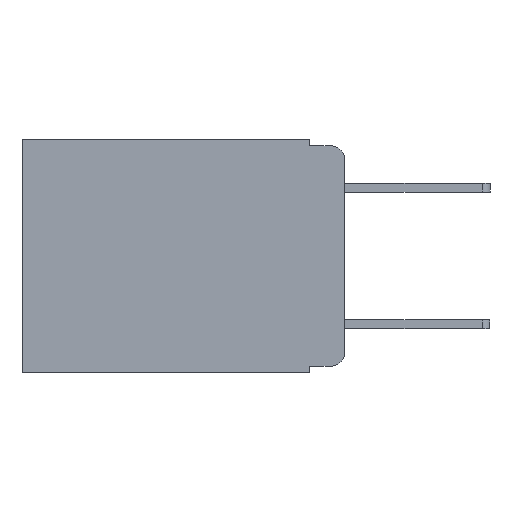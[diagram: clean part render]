
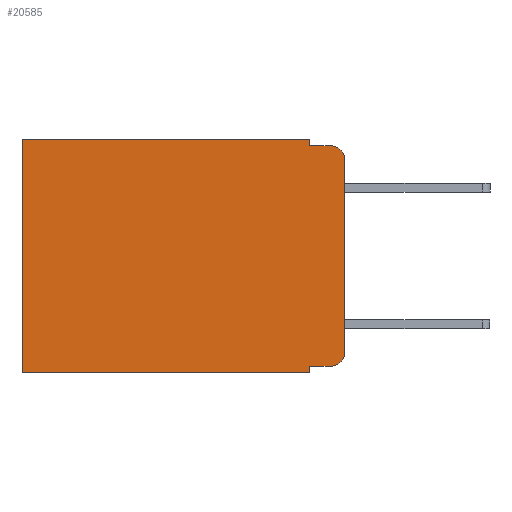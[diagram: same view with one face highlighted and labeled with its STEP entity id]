
A CAD part, left-side view. The second image highlights one B-rep face of the part: STEP entity #20585.
In plain terms, the highlighted planar face has unit normal (-1, 0, 0).
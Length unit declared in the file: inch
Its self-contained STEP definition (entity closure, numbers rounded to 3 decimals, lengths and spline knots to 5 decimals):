
#77 = CARTESIAN_POINT ( 'NONE',  ( 0.298, 0.051, -0.343 ) ) ;
#378 = DIRECTION ( 'NONE',  ( 1., 0., 0. ) ) ;
#498 = CARTESIAN_POINT ( 'NONE',  ( 0.298, 0.051, 0. ) ) ;
#1415 = EDGE_CURVE ( 'NONE', #6783, #14212, #6775, .T. ) ;
#1912 = CARTESIAN_POINT ( 'NONE',  ( 0.298, 0., -0.03 ) ) ;
#1913 = VECTOR ( 'NONE', #13566, 39.37008 ) ;
#1995 = DIRECTION ( 'NONE',  ( 0., 0., -1. ) ) ;
#2024 = DIRECTION ( 'NONE',  ( -1., 0., 0. ) ) ;
#2026 = VECTOR ( 'NONE', #7727, 39.37008 ) ;
#2043 = CARTESIAN_POINT ( 'NONE',  ( 0.298, 0.02, -0.03 ) ) ;
#2185 = DIRECTION ( 'NONE',  ( 0., -1., 0. ) ) ;
#2836 = CARTESIAN_POINT ( 'NONE',  ( 0.298, 0.02, -0.333 ) ) ;
#2849 = CIRCLE ( 'NONE', #20245, 0.02 ) ;
#3134 = LINE ( 'NONE', #13670, #16061 ) ;
#3704 = EDGE_CURVE ( 'NONE', #11666, #10087, #15989, .T. ) ;
#4015 = CARTESIAN_POINT ( 'NONE',  ( 0.298, 0.02, -0.01 ) ) ;
#4201 = VERTEX_POINT ( 'NONE', #2836 ) ;
#4693 = EDGE_CURVE ( 'NONE', #4201, #14212, #8439, .T. ) ;
#4802 = VECTOR ( 'NONE', #11163, 39.37008 ) ;
#4942 = DIRECTION ( 'NONE',  ( 0., 1., 0. ) ) ;
#4944 = ORIENTED_EDGE ( 'NONE', *, *, #5461, .T. ) ;
#5090 = DIRECTION ( 'NONE',  ( 0., 0., -1. ) ) ;
#5098 = VECTOR ( 'NONE', #2185, 39.37008 ) ;
#5461 = EDGE_CURVE ( 'NONE', #6783, #20591, #2849, .T. ) ;
#5691 = ORIENTED_EDGE ( 'NONE', *, *, #6613, .T. ) ;
#6279 = ORIENTED_EDGE ( 'NONE', *, *, #21464, .F. ) ;
#6613 = EDGE_CURVE ( 'NONE', #10087, #22187, #12409, .T. ) ;
#6718 = CARTESIAN_POINT ( 'NONE',  ( 0.298, 0.051, 0. ) ) ;
#6775 = LINE ( 'NONE', #10343, #2026 ) ;
#6783 = VERTEX_POINT ( 'NONE', #1912 ) ;
#7249 = FACE_OUTER_BOUND ( 'NONE', #15399, .T. ) ;
#7477 = PLANE ( 'NONE',  #12579 ) ;
#7727 = DIRECTION ( 'NONE',  ( 0., 0., -1. ) ) ;
#7779 = VECTOR ( 'NONE', #15511, 39.37008 ) ;
#8439 = CIRCLE ( 'NONE', #14280, 0.02 ) ;
#8728 = ORIENTED_EDGE ( 'NONE', *, *, #3704, .T. ) ;
#9469 = LINE ( 'NONE', #498, #4802 ) ;
#9623 = CARTESIAN_POINT ( 'NONE',  ( 0.298, 0.051, -0.333 ) ) ;
#10087 = VERTEX_POINT ( 'NONE', #16964 ) ;
#10343 = CARTESIAN_POINT ( 'NONE',  ( 0.298, 0., 0. ) ) ;
#10424 = DIRECTION ( 'NONE',  ( 0., 1., 0. ) ) ;
#10430 = ORIENTED_EDGE ( 'NONE', *, *, #4693, .T. ) ;
#11163 = DIRECTION ( 'NONE',  ( 0., 0., -1. ) ) ;
#11666 = VERTEX_POINT ( 'NONE', #14561 ) ;
#11794 = ORIENTED_EDGE ( 'NONE', *, *, #18644, .T. ) ;
#11907 = VECTOR ( 'NONE', #10424, 39.37008 ) ;
#12409 = LINE ( 'NONE', #16253, #7779 ) ;
#12419 = VERTEX_POINT ( 'NONE', #9623 ) ;
#12579 = AXIS2_PLACEMENT_3D ( 'NONE', #14453, #378, #12740 ) ;
#12740 = DIRECTION ( 'NONE',  ( 0., 0., -1. ) ) ;
#12748 = CARTESIAN_POINT ( 'NONE',  ( 0.298, 0.051, -0.333 ) ) ;
#13566 = DIRECTION ( 'NONE',  ( 0., -1., 0. ) ) ;
#13670 = CARTESIAN_POINT ( 'NONE',  ( 0.298, 0., -0.343 ) ) ;
#13955 = ORIENTED_EDGE ( 'NONE', *, *, #1415, .F. ) ;
#14022 = CARTESIAN_POINT ( 'NONE',  ( 0.298, 0., -0.313 ) ) ;
#14212 = VERTEX_POINT ( 'NONE', #14022 ) ;
#14280 = AXIS2_PLACEMENT_3D ( 'NONE', #16824, #16799, #5090 ) ;
#14453 = CARTESIAN_POINT ( 'NONE',  ( 0.298, 0., 0. ) ) ;
#14561 = CARTESIAN_POINT ( 'NONE',  ( 0.298, 0.051, 0. ) ) ;
#15291 = EDGE_CURVE ( 'NONE', #12419, #18499, #17218, .T. ) ;
#15325 = ORIENTED_EDGE ( 'NONE', *, *, #19340, .F. ) ;
#15399 = EDGE_LOOP ( 'NONE', ( #13955, #4944, #6279, #15325, #8728, #5691, #16959, #20279, #11794, #10430 ) ) ;
#15445 = LINE ( 'NONE', #22012, #1913 ) ;
#15511 = DIRECTION ( 'NONE',  ( 0., 0., -1. ) ) ;
#15890 = VERTEX_POINT ( 'NONE', #20320 ) ;
#15989 = LINE ( 'NONE', #20687, #11907 ) ;
#16061 = VECTOR ( 'NONE', #4942, 39.37008 ) ;
#16253 = CARTESIAN_POINT ( 'NONE',  ( 0.298, 0.473, 0. ) ) ;
#16799 = DIRECTION ( 'NONE',  ( -1., 0., 0. ) ) ;
#16824 = CARTESIAN_POINT ( 'NONE',  ( 0.298, 0.02, -0.313 ) ) ;
#16959 = ORIENTED_EDGE ( 'NONE', *, *, #18996, .F. ) ;
#16964 = CARTESIAN_POINT ( 'NONE',  ( 0.298, 0.473, 0. ) ) ;
#17161 = DIRECTION ( 'NONE',  ( 0., 0., -1. ) ) ;
#17218 = LINE ( 'NONE', #6718, #17724 ) ;
#17724 = VECTOR ( 'NONE', #17161, 39.37008 ) ;
#18499 = VERTEX_POINT ( 'NONE', #77 ) ;
#18644 = EDGE_CURVE ( 'NONE', #12419, #4201, #19985, .T. ) ;
#18996 = EDGE_CURVE ( 'NONE', #18499, #22187, #3134, .T. ) ;
#19340 = EDGE_CURVE ( 'NONE', #11666, #15890, #9469, .T. ) ;
#19985 = LINE ( 'NONE', #12748, #5098 ) ;
#20245 = AXIS2_PLACEMENT_3D ( 'NONE', #2043, #2024, #1995 ) ;
#20279 = ORIENTED_EDGE ( 'NONE', *, *, #15291, .F. ) ;
#20320 = CARTESIAN_POINT ( 'NONE',  ( 0.298, 0.051, -0.01 ) ) ;
#20325 = CARTESIAN_POINT ( 'NONE',  ( 0.298, 0.473, -0.343 ) ) ;
#20585 = ADVANCED_FACE ( 'NONE', ( #7249 ), #7477, .F. ) ;
#20591 = VERTEX_POINT ( 'NONE', #4015 ) ;
#20687 = CARTESIAN_POINT ( 'NONE',  ( 0.298, 0., 0. ) ) ;
#21464 = EDGE_CURVE ( 'NONE', #15890, #20591, #15445, .T. ) ;
#22012 = CARTESIAN_POINT ( 'NONE',  ( 0.298, 0.051, -0.01 ) ) ;
#22187 = VERTEX_POINT ( 'NONE', #20325 ) ;
